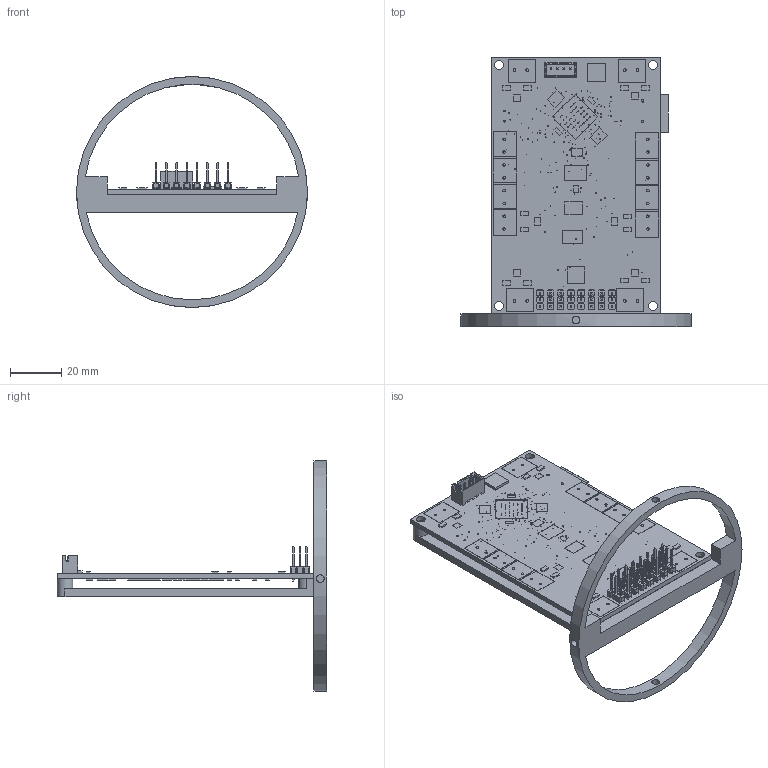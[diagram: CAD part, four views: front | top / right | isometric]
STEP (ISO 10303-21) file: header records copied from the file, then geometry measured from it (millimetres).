
FILE_DESCRIPTION(/* description */ (''),/* implementation_level */ '2;1');
FILE_NAME(/* name */ 'GABE_PCB_and_holder.step',/* time_stamp */ '2025-06-21T11:38:38-07:00',/* author */ (''),/* organization */ (''),/* preprocessor_version */ 'ST-DEVELOPER v20.1',/* originating_system */ 'Autodesk Translation Framework v14.10.0.0',/* authorisation */ '');
FILE_SCHEMA (('AUTOMOTIVE_DESIGN { 1 0 10303 214 3 1 1 }'));
Length unit declared in the file: millimetre
Products named in the file (35): GABE_PCB_and_holder; fcc4f736-66d0-4a1d-8236-b74d9d1f155c; PCB Component; Board; BNO055; XTAL3215; BNO085; BMP390L; NEO-M9N-00B; LTI-SASF54GT; RELOWABLE_BATTERY_ML414H; 0.5A/40V/420mV; 12pF; MIMXRT1062DVJ6B; TXB0108PWRG4; 1700; BL-HBXJXGX32L; UJ2-MIBH-G-SMT-TR; MOSFET-PCHANNEL; MKL02Z32VFG4QFN-16_3X3X0.65_NXP-M; 120Ω; 4.7uH; 112J-TDAR-R01; BAT54CTB6; SKRPACE010; W25Q64JVSSIM; W25N01GVZEIG_TR; XRCGB24M000F3M00R0; SMTB-1240-S-R; IRLML6344TRPBF; AK100; LM7805MPX/NOPB; TLV75533PDBVR; B4B-XH-A (LF)(SN); 1x3 Male Pin Header
Assembly tree (122 placements, depth 4):
  GABE_PCB_and_holder
    fcc4f736-66d0-4a1d-8236-b74d9d1f155c
      PCB Component
        Board
        BNO055
        XTAL3215  x3
        BNO085
        BMP390L
        NEO-M9N-00B
        LTI-SASF54GT
        RELOWABLE_BATTERY_ML414H
        0.5A/40V/420mV
        12pF  x38
        MIMXRT1062DVJ6B
        TXB0108PWRG4
        1700  x25
        BL-HBXJXGX32L
        UJ2-MIBH-G-SMT-TR
        MOSFET-PCHANNEL
        MKL02Z32VFG4QFN-16_3X3X0.65_NXP-M
        120Ω  x3
        4.7uH
        112J-TDAR-R01
        BAT54CTB6
        SKRPACE010
        W25Q64JVSSIM
        W25N01GVZEIG_TR
        XRCGB24M000F3M00R0
        SMTB-1240-S-R
        IRLML6344TRPBF  x6
        AK100  x12
        LM7805MPX/NOPB
        TLV75533PDBVR
      B4B-XH-A (LF)(SN)
      1x3 Male Pin Header  x8
Bounding box: 90 x 105 x 90 mm (x, y, z)
Volume: 41477.4 mm3; surface area: 44063.2 mm2
Topology: 149 solids, 149 shells, 2158 faces, 5254 edges, 3394 vertices
Faces by surface type: plane 1831, cylinder 327
Full cylindrical faces by diameter (mm): 0.2 x229, 0.55 x2, 1 x30, 1.016 x24, 1.5 x5, 3 x4, 3.491 x1, 3.499 x1, 3.5 x6, 6 x2, 90 x1
Entity records: 28702 total; most frequent: DIRECTION 4720, CARTESIAN_POINT 4694, ORIENTED_EDGE 4252, EDGE_CURVE 2126, AXIS2_PLACEMENT_3D 1628, LINE 1464, VECTOR 1464, EDGE_LOOP 1436
